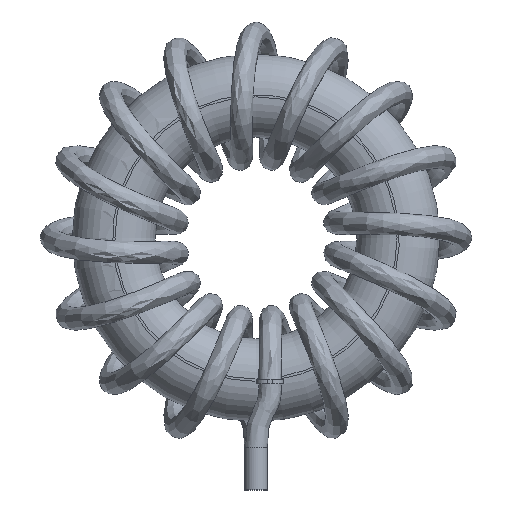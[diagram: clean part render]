
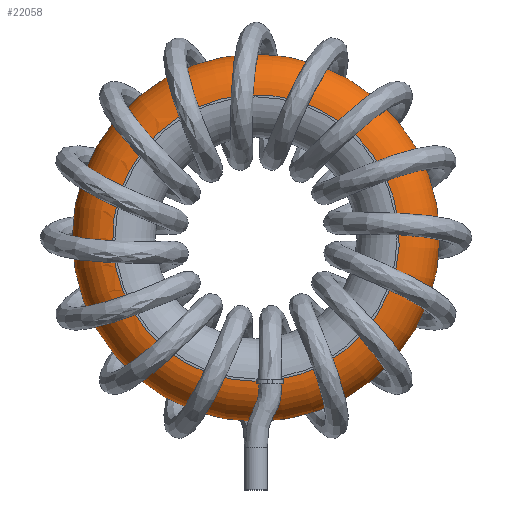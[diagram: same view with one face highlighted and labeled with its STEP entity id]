
A CAD part, front view. The second image highlights one B-rep face of the part: STEP entity #22058.
In plain terms, the highlighted toroidal (fillet/blend) face has major radius 6.759 mm and minor radius 1.9 mm.
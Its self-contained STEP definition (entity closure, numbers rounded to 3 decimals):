
#653 = VERTEX_POINT('',#654);
#654 = CARTESIAN_POINT('',(0.,-1.238,-8.659));
#660 = EDGE_CURVE('',#653,#653,#661,.T.);
#661 = CIRCLE('',#662,8.659);
#662 = AXIS2_PLACEMENT_3D('',#663,#664,#665);
#663 = CARTESIAN_POINT('',(0.,-1.238,
    0.));
#664 = DIRECTION('',(0.,-1.,0.));
#665 = DIRECTION('',(0.,0.,-1.));
#22058 = ADVANCED_FACE('',(#22059),#22162,.T.);
#22059 = FACE_BOUND('',#22060,.T.);
#22060 = EDGE_LOOP('',(#22061,#22062,#22071,#22080,#22093,#22112,#22133,
    #22154,#22161));
#22061 = ORIENTED_EDGE('',*,*,#660,.T.);
#22062 = ORIENTED_EDGE('',*,*,#22063,.T.);
#22063 = EDGE_CURVE('',#653,#22064,#22066,.T.);
#22064 = VERTEX_POINT('',#22065);
#22065 = CARTESIAN_POINT('',(0.,-3.138,-6.759));
#22066 = CIRCLE('',#22067,1.9);
#22067 = AXIS2_PLACEMENT_3D('',#22068,#22069,#22070);
#22068 = CARTESIAN_POINT('',(0.,-1.238,-6.759));
#22069 = DIRECTION('',(-1.,0.,0.));
#22070 = DIRECTION('',(0.,0.,-1.));
#22071 = ORIENTED_EDGE('',*,*,#22072,.F.);
#22072 = EDGE_CURVE('',#22073,#22064,#22075,.T.);
#22073 = VERTEX_POINT('',#22074);
#22074 = CARTESIAN_POINT('',(1.001,-3.138,-6.685));
#22075 = CIRCLE('',#22076,6.759);
#22076 = AXIS2_PLACEMENT_3D('',#22077,#22078,#22079);
#22077 = CARTESIAN_POINT('',(0.,-3.138,
    0.));
#22078 = DIRECTION('',(0.,-1.,0.));
#22079 = DIRECTION('',(0.,0.,-1.));
#22080 = ORIENTED_EDGE('',*,*,#22081,.F.);
#22081 = EDGE_CURVE('',#22082,#22073,#22084,.T.);
#22082 = VERTEX_POINT('',#22083);
#22083 = CARTESIAN_POINT('',(1.293,-3.137,
    -6.685));
#22084 = B_SPLINE_CURVE_WITH_KNOTS('',7,(#22085,#22086,#22087,#22088,
    #22089,#22090,#22091,#22092),.UNSPECIFIED.,.F.,.F.,(8,8),(0.,1.
    ),.PIECEWISE_BEZIER_KNOTS.);
#22085 = CARTESIAN_POINT('',(1.42,-3.137,
    -6.685));
#22086 = CARTESIAN_POINT('',(1.366,-3.137,
    -6.685));
#22087 = CARTESIAN_POINT('',(1.309,-3.137,
    -6.685));
#22088 = CARTESIAN_POINT('',(1.249,-3.138,
    -6.685));
#22089 = CARTESIAN_POINT('',(1.188,-3.138,
    -6.685));
#22090 = CARTESIAN_POINT('',(1.126,-3.138,
    -6.685));
#22091 = CARTESIAN_POINT('',(1.064,-3.138,
    -6.685));
#22092 = CARTESIAN_POINT('',(1.001,-3.138,-6.685));
#22093 = ORIENTED_EDGE('',*,*,#22094,.F.);
#22094 = EDGE_CURVE('',#22095,#22082,#22097,.T.);
#22095 = VERTEX_POINT('',#22096);
#22096 = CARTESIAN_POINT('',(1.293,-3.122,
    -6.885));
#22097 = B_SPLINE_CURVE_WITH_KNOTS('',7,(#22098,#22099,#22100,#22101,
    #22102,#22103,#22104,#22105,#22106,#22107,#22108,#22109,#22110,
    #22111),.UNSPECIFIED.,.F.,.F.,(8,6,8),(0.,0.553,1.),
  .UNSPECIFIED.);
#22098 = CARTESIAN_POINT('',(1.293,-3.119,
    -6.905));
#22099 = CARTESIAN_POINT('',(1.293,-3.121,
    -6.889));
#22100 = CARTESIAN_POINT('',(1.293,-3.124,
    -6.873));
#22101 = CARTESIAN_POINT('',(1.293,-3.126,
    -6.857));
#22102 = CARTESIAN_POINT('',(1.293,-3.127,
    -6.84));
#22103 = CARTESIAN_POINT('',(1.293,-3.129,
    -6.822));
#22104 = CARTESIAN_POINT('',(1.293,-3.131,
    -6.804));
#22105 = CARTESIAN_POINT('',(1.293,-3.133,
    -6.769));
#22106 = CARTESIAN_POINT('',(1.293,-3.135,
    -6.753));
#22107 = CARTESIAN_POINT('',(1.293,-3.136,
    -6.736));
#22108 = CARTESIAN_POINT('',(1.293,-3.136,
    -6.719));
#22109 = CARTESIAN_POINT('',(1.293,-3.137,
    -6.701));
#22110 = CARTESIAN_POINT('',(1.293,-3.137,
    -6.683));
#22111 = CARTESIAN_POINT('',(1.293,-3.138,
    -6.665));
#22112 = ORIENTED_EDGE('',*,*,#22113,.T.);
#22113 = EDGE_CURVE('',#22095,#22114,#22116,.T.);
#22114 = VERTEX_POINT('',#22115);
#22115 = CARTESIAN_POINT('',(0.023,-3.134,
    -6.885));
#22116 = B_SPLINE_CURVE_WITH_KNOTS('',8,(#22117,#22118,#22119,#22120,
    #22121,#22122,#22123,#22124,#22125,#22126,#22127,#22128,#22129,
    #22130,#22131,#22132),.UNSPECIFIED.,.F.,.F.,(9,7,9),(0.,
    0.425,1.),.UNSPECIFIED.);
#22117 = CARTESIAN_POINT('',(1.42,-3.119,
    -6.885));
#22118 = CARTESIAN_POINT('',(1.372,-3.12,
    -6.885));
#22119 = CARTESIAN_POINT('',(1.321,-3.121,
    -6.885));
#22120 = CARTESIAN_POINT('',(1.267,-3.123,
    -6.885));
#22121 = CARTESIAN_POINT('',(1.21,-3.124,
    -6.885));
#22122 = CARTESIAN_POINT('',(1.15,-3.125,
    -6.885));
#22123 = CARTESIAN_POINT('',(1.086,-3.126,
    -6.885));
#22124 = CARTESIAN_POINT('',(1.017,-3.127,
    -6.885));
#22125 = CARTESIAN_POINT('',(0.848,-3.13,
    -6.885));
#22126 = CARTESIAN_POINT('',(0.742,-3.131,
    -6.885));
#22127 = CARTESIAN_POINT('',(0.63,-3.132,
    -6.885));
#22128 = CARTESIAN_POINT('',(0.51,-3.133,
    -6.885));
#22129 = CARTESIAN_POINT('',(0.386,-3.133,
    -6.885));
#22130 = CARTESIAN_POINT('',(0.258,-3.134,
    -6.885));
#22131 = CARTESIAN_POINT('',(0.128,-3.134,
    -6.885));
#22132 = CARTESIAN_POINT('',(0.,-3.134,
    -6.885));
#22133 = ORIENTED_EDGE('',*,*,#22134,.T.);
#22134 = EDGE_CURVE('',#22114,#22135,#22137,.T.);
#22135 = VERTEX_POINT('',#22136);
#22136 = CARTESIAN_POINT('',(0.023,-3.138,-6.759)
  );
#22137 = B_SPLINE_CURVE_WITH_KNOTS('',8,(#22138,#22139,#22140,#22141,
    #22142,#22143,#22144,#22145,#22146,#22147,#22148,#22149,#22150,
    #22151,#22152,#22153),.UNSPECIFIED.,.F.,.F.,(9,7,9),(0.,
    0.599,1.),.UNSPECIFIED.);
#22138 = CARTESIAN_POINT('',(0.023,-3.132,
    -6.905));
#22139 = CARTESIAN_POINT('',(0.023,-3.133,
    -6.897));
#22140 = CARTESIAN_POINT('',(0.023,-3.134,
    -6.889));
#22141 = CARTESIAN_POINT('',(0.023,-3.134,
    -6.881));
#22142 = CARTESIAN_POINT('',(0.023,-3.135,
    -6.872));
#22143 = CARTESIAN_POINT('',(0.023,-3.135,
    -6.863));
#22144 = CARTESIAN_POINT('',(0.023,-3.136,
    -6.854));
#22145 = CARTESIAN_POINT('',(0.023,-3.136,
    -6.843));
#22146 = CARTESIAN_POINT('',(0.023,-3.137,
    -6.824));
#22147 = CARTESIAN_POINT('',(0.023,-3.137,
    -6.816));
#22148 = CARTESIAN_POINT('',(0.023,-3.137,
    -6.808));
#22149 = CARTESIAN_POINT('',(0.023,-3.138,
    -6.799));
#22150 = CARTESIAN_POINT('',(0.023,-3.138,
    -6.789));
#22151 = CARTESIAN_POINT('',(0.023,-3.138,
    -6.78));
#22152 = CARTESIAN_POINT('',(0.023,-3.138,
    -6.769));
#22153 = CARTESIAN_POINT('',(0.023,-3.138,-6.759)
  );
#22154 = ORIENTED_EDGE('',*,*,#22155,.F.);
#22155 = EDGE_CURVE('',#22064,#22135,#22156,.T.);
#22156 = CIRCLE('',#22157,6.759);
#22157 = AXIS2_PLACEMENT_3D('',#22158,#22159,#22160);
#22158 = CARTESIAN_POINT('',(0.,-3.138,
    0.));
#22159 = DIRECTION('',(0.,-1.,0.));
#22160 = DIRECTION('',(0.,0.,-1.));
#22161 = ORIENTED_EDGE('',*,*,#22063,.F.);
#22162 = TOROIDAL_SURFACE('',#22163,6.759,1.9);
#22163 = AXIS2_PLACEMENT_3D('',#22164,#22165,#22166);
#22164 = CARTESIAN_POINT('',(0.,-1.238,
    0.));
#22165 = DIRECTION('',(0.,-1.,0.));
#22166 = DIRECTION('',(0.,0.,-1.));
